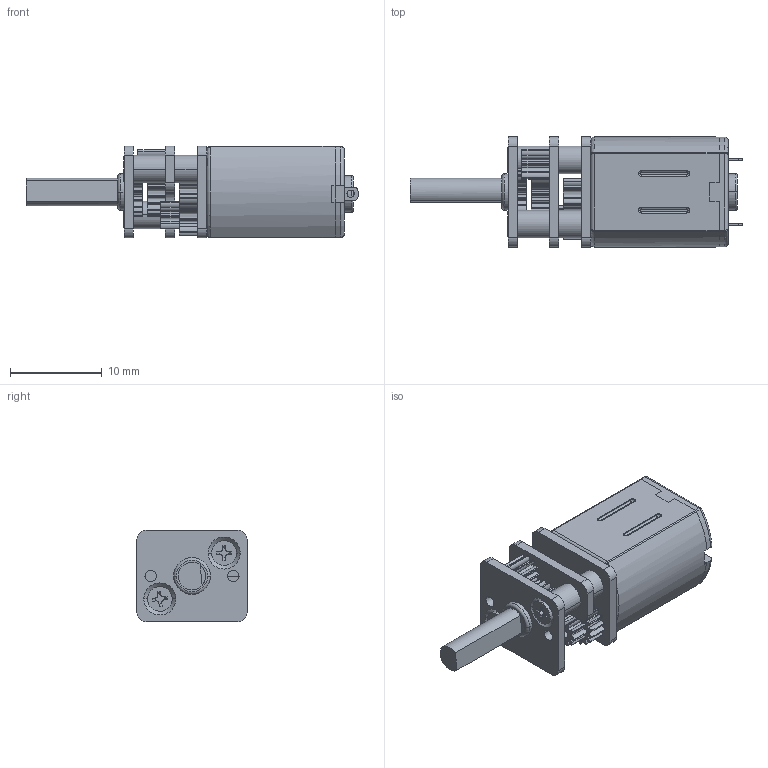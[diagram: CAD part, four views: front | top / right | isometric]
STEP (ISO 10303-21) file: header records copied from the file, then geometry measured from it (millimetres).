
FILE_DESCRIPTION(('FreeCAD Model'),'2;1');
FILE_NAME('pololu_n20_motor.step','2020-01-29T23:18:12',( 'Author'),(''),'Open CASCADE STEP processor 7.3','FreeCAD','Unknown' );
FILE_SCHEMA(('AUTOMOTIVE_DESIGN { 1 0 10303 214 1 1 1 1 }'));
Length unit declared in the file: millimetre
Products named in the file (10): n20_motor; motor___; n20_shaft_10mm; n20_gearbox___; cross_recessed_countersunk_head_screws_gb1_GB_CROSS_SCREWS_TYPE4_
M1.6X3-2__H_type-N001; spur_gear_gb_GB_-_Spur_gear_0.25M_10T_20PA_2FW_---S10A75H50L1.0N001; spur_gear_gb_GB_-_Spur_gear_0.25M_16T_20PA_2FW_---S16A75H50L1.0N; spur_gear_gb_GB_-_Spur_gear_0.25M_19T_20PA_2FW_---S19A75H50L1.0N; spur_gear_gb_GB_-_Spur_gear_0.25M_11T_20PA_3FW_---S11A75H50L1.0N; spur_gear_gb_GB_-_Spur_gear_0.25M_19T_20PA_1FW_---S19A75H50L1.0N
Assembly tree (11 placements, depth 2):
  n20_motor
    motor___
    n20_shaft_10mm
    n20_gearbox___
    cross_recessed_countersunk_head_screws_gb1_GB_CROSS_SCREWS_TYPE4_
M1.6X3-2__H_type-N001  x2
    spur_gear_gb_GB_-_Spur_gear_0.25M_10T_20PA_2FW_---S10A75H50L1.0N001  x2
    spur_gear_gb_GB_-_Spur_gear_0.25M_16T_20PA_2FW_---S16A75H50L1.0N
    spur_gear_gb_GB_-_Spur_gear_0.25M_19T_20PA_2FW_---S19A75H50L1.0N
    spur_gear_gb_GB_-_Spur_gear_0.25M_11T_20PA_3FW_---S11A75H50L1.0N
    spur_gear_gb_GB_-_Spur_gear_0.25M_19T_20PA_1FW_---S19A75H50L1.0N
Bounding box: 36.2 x 12 x 10 mm (x, y, z)
Volume: 2204.8 mm3; surface area: 2660.3 mm2
Topology: 13 solids, 15 shells, 670 faces, 2507 edges, 3944 vertices
Faces by surface type: cylinder 497, plane 129, revolution 16, torus 12, bspline 8, cone 8
Entity records: 51689 total; most frequent: CARTESIAN_POINT 13898, DIRECTION 7432, LINE 3306, VECTOR 3306, ORIENTED_EDGE 3208, PCURVE 3208, DEFINITIONAL_REPRESENTATION 3208, AXIS2_PLACEMENT_3D 1808
